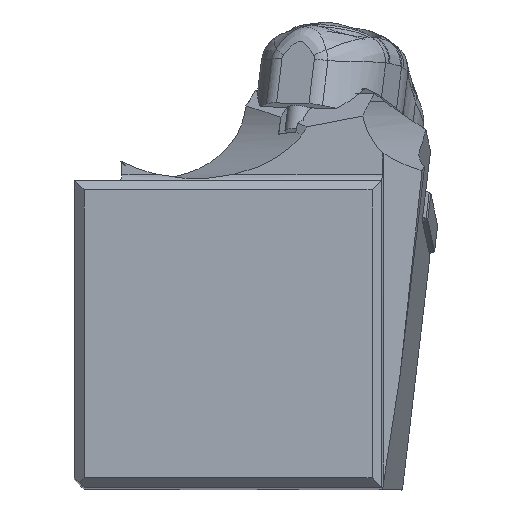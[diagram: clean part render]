
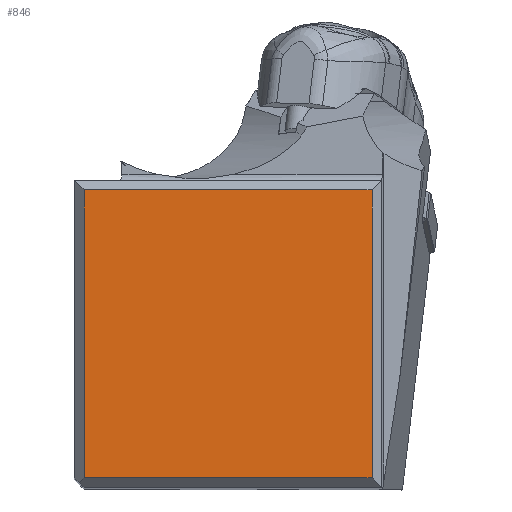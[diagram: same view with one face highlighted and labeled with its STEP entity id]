
A CAD part, top view. The second image highlights one B-rep face of the part: STEP entity #846.
In plain terms, the highlighted planar face has unit normal (0, 0, 1).
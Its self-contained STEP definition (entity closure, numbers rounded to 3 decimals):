
#569=FACE_OUTER_BOUND('',#1239,.T.);
#846=ADVANCED_FACE('',(#569),#1116,.T.);
#1116=PLANE('',#5266);
#1239=EDGE_LOOP('',(#2010,#2011,#2012,#2013));
#2010=ORIENTED_EDGE('',*,*,#3900,.T.);
#2011=ORIENTED_EDGE('',*,*,#3901,.T.);
#2012=ORIENTED_EDGE('',*,*,#3902,.T.);
#2013=ORIENTED_EDGE('',*,*,#3899,.F.);
#3364=VERTEX_POINT('',#7268);
#3365=VERTEX_POINT('',#7270);
#3366=VERTEX_POINT('',#7274);
#3367=VERTEX_POINT('',#7276);
#3899=EDGE_CURVE('',#3365,#3364,#4589,.T.);
#3900=EDGE_CURVE('',#3365,#3366,#4590,.T.);
#3901=EDGE_CURVE('',#3366,#3367,#4591,.T.);
#3902=EDGE_CURVE('',#3367,#3364,#4592,.T.);
#4589=LINE('',#7271,#4847);
#4590=LINE('',#7273,#4848);
#4591=LINE('',#7275,#4849);
#4592=LINE('',#7277,#4850);
#4847=VECTOR('',#5961,1.);
#4848=VECTOR('',#5964,1.);
#4849=VECTOR('',#5965,1.);
#4850=VECTOR('',#5966,1.);
#5266=AXIS2_PLACEMENT_3D('',#7278,#5967,#5968);
#5961=DIRECTION('',(0.,-1.,0.));
#5964=DIRECTION('',(-1.,0.,0.));
#5965=DIRECTION('',(0.,-1.,0.));
#5966=DIRECTION('',(1.,0.,0.));
#5967=DIRECTION('',(0.,0.,1.));
#5968=DIRECTION('',(1.,0.,0.));
#7268=CARTESIAN_POINT('',(30.75,1.,0.));
#7270=CARTESIAN_POINT('',(30.75,30.75,0.));
#7271=CARTESIAN_POINT('',(30.75,30.75,0.));
#7273=CARTESIAN_POINT('',(30.75,30.75,0.));
#7274=CARTESIAN_POINT('',(1.,30.75,0.));
#7275=CARTESIAN_POINT('',(1.,30.75,0.));
#7276=CARTESIAN_POINT('',(1.,1.,0.));
#7277=CARTESIAN_POINT('',(1.,1.,0.));
#7278=CARTESIAN_POINT('',(15.875,15.875,0.));
